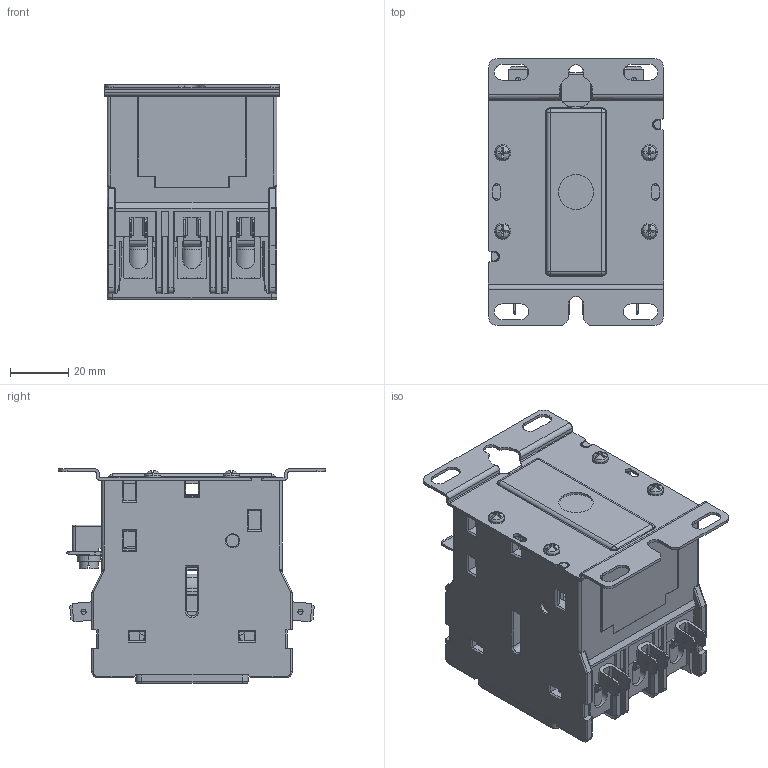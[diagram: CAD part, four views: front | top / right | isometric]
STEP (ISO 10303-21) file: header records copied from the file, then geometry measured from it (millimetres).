
FILE_DESCRIPTION((''),'2;1');
FILE_NAME('EX9CKT20-40L-3P','2017-02-13T',('2214'),(''),'PRO/ENGINEER BY PARAMETRIC TECHNOLOGY CORPORATION, 2011080','PRO/ENGINEER BY PARAMETRIC TECHNOLOGY CORPORATION, 2011080','');
FILE_SCHEMA(('CONFIG_CONTROL_DESIGN','SHAPE_APPEARANCE_LAYERS_GROUPS'));
Products named in the file (1): EX9CKT20-40L-3P
Bounding box: 60.3 x 92 x 73.9 mm (x, y, z)
Volume: 45141.9 mm3; surface area: 106590.2 mm2
Topology: 15 solids, 36 shells, 4215 faces, 11378 edges, 7222 vertices
Faces by surface type: plane 2652, cylinder 1048, sphere 178, torus 158, cone 100, bspline 79
Entity records: 142285 total; most frequent: CARTESIAN_POINT 36462, ORIENTED_EDGE 22517, DIRECTION 21336, EDGE_CURVE 11310, VECTOR 8084, LINE 8084, VERTEX_POINT 7222, AXIS2_PLACEMENT_3D 6626
